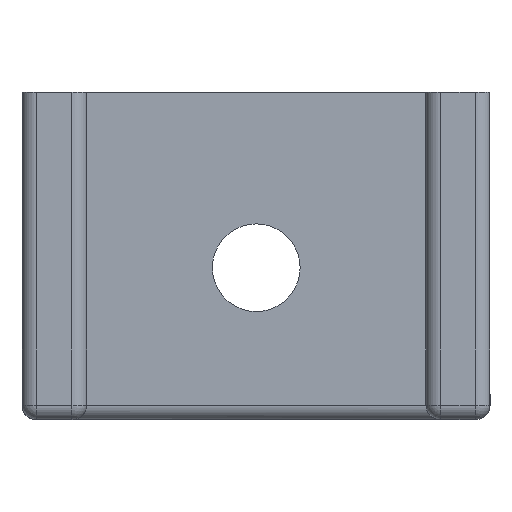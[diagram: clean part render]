
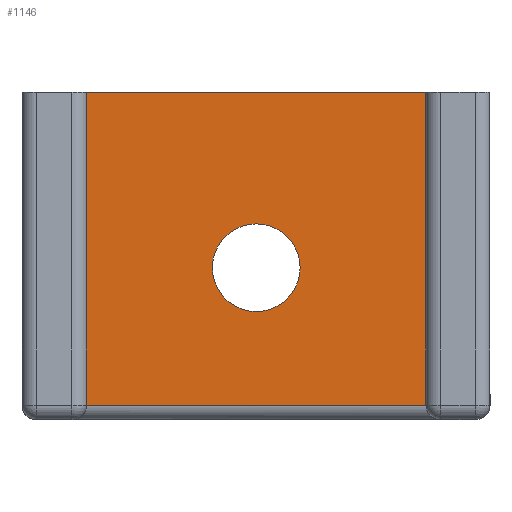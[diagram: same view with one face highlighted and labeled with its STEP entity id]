
A CAD part, front view. The second image highlights one B-rep face of the part: STEP entity #1146.
In plain terms, the highlighted face is planar.
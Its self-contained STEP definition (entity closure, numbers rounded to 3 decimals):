
#71=FACE_BOUND('',#234,.T.);
#104=CIRCLE('',#1263,1.5);
#105=CIRCLE('',#1264,1.5);
#161=FACE_OUTER_BOUND('',#233,.T.);
#233=EDGE_LOOP('',(#861,#862,#863,#864));
#234=EDGE_LOOP('',(#865,#866));
#289=LINE('',#1734,#392);
#313=LINE('',#1818,#416);
#322=LINE('',#1850,#425);
#323=LINE('',#1851,#426);
#392=VECTOR('',#1362,0.5);
#416=VECTOR('',#1458,10.);
#425=VECTOR('',#1495,10.);
#426=VECTOR('',#1496,10.);
#498=VERTEX_POINT('',#1730);
#500=VERTEX_POINT('',#1733);
#524=VERTEX_POINT('',#1817);
#533=VERTEX_POINT('',#1849);
#534=VERTEX_POINT('',#1852);
#535=VERTEX_POINT('',#1853);
#600=EDGE_CURVE('',#498,#500,#289,.T.);
#642=EDGE_CURVE('',#524,#500,#313,.T.);
#658=EDGE_CURVE('',#498,#533,#322,.T.);
#659=EDGE_CURVE('',#533,#524,#323,.T.);
#660=EDGE_CURVE('',#534,#535,#104,.T.);
#661=EDGE_CURVE('',#535,#534,#105,.T.);
#861=ORIENTED_EDGE('',*,*,#642,.T.);
#862=ORIENTED_EDGE('',*,*,#600,.F.);
#863=ORIENTED_EDGE('',*,*,#658,.T.);
#864=ORIENTED_EDGE('',*,*,#659,.T.);
#865=ORIENTED_EDGE('',*,*,#660,.T.);
#866=ORIENTED_EDGE('',*,*,#661,.T.);
#1098=PLANE('',#1262);
#1146=ADVANCED_FACE('',(#161,#71),#1098,.F.);
#1262=AXIS2_PLACEMENT_3D('',#1848,#1493,#1494);
#1263=AXIS2_PLACEMENT_3D('',#1854,#1497,#1498);
#1264=AXIS2_PLACEMENT_3D('',#1855,#1499,#1500);
#1362=DIRECTION('',(0.,0.,-1.));
#1458=DIRECTION('',(0.,1.,0.));
#1493=DIRECTION('center_axis',(-1.,0.,0.));
#1494=DIRECTION('ref_axis',(0.,0.,
1.));
#1495=DIRECTION('',(0.,-1.,0.));
#1496=DIRECTION('',(0.,0.,-1.));
#1497=DIRECTION('center_axis',(-1.,0.,0.));
#1498=DIRECTION('ref_axis',(0.,0.,
1.));
#1499=DIRECTION('center_axis',(-1.,0.,0.));
#1500=DIRECTION('ref_axis',(0.,0.,
1.));
#1730=CARTESIAN_POINT('',(46.,3.2,7.309));
#1733=CARTESIAN_POINT('',(46.,3.2,-4.291));
#1734=CARTESIAN_POINT('',(46.,3.2,4.405));
#1817=CARTESIAN_POINT('',(46.,-7.5,-4.291));
#1818=CARTESIAN_POINT('',(46.,-5.9,-4.291));
#1848=CARTESIAN_POINT('Origin',(46.,-4.3,1.5));
#1849=CARTESIAN_POINT('',(46.,-7.5,7.309));
#1850=CARTESIAN_POINT('',(46.,0.,7.309));
#1851=CARTESIAN_POINT('',(46.,-7.5,-2.5));
#1852=CARTESIAN_POINT('',(46.,-3.,1.509));
#1853=CARTESIAN_POINT('',(46.,-1.5,0.009));
#1854=CARTESIAN_POINT('Origin',(46.,-1.5,1.509));
#1855=CARTESIAN_POINT('Origin',(46.,-1.5,1.509));
